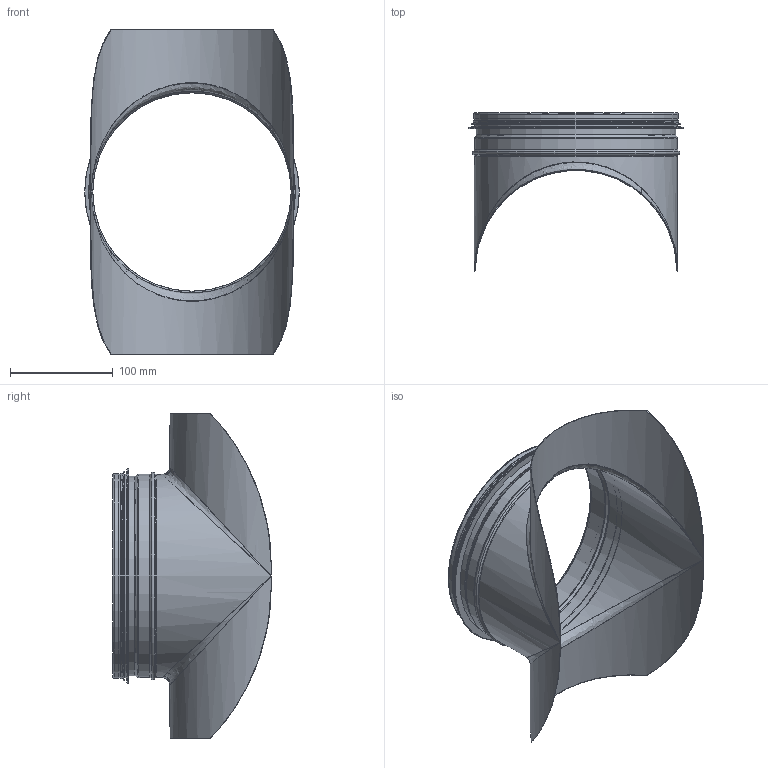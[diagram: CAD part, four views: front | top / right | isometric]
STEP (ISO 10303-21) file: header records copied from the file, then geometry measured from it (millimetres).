
FILE_DESCRIPTION((''),'2;1');
FILE_NAME('HPS_200-200.stp','2014-02-24T07:53:22',(''),(''),'Autodesk Inventor 2013','Autodesk Inventor 2013','');
FILE_SCHEMA(('AUTOMOTIVE_DESIGN { 1 2 10303 214 0 1 1 1 }'));
Length unit declared in the file: millimetre
Products named in the file (3): HPS_200-200; HPSRörämne_200-200; 999006
Assembly tree (2 placements, depth 2):
  HPS_200-200
    HPSRörämne_200-200
    999006
Bounding box: 209.35 x 154.5 x 316 mm (x, y, z)
Volume: 80480 mm3; surface area: 249766.6 mm2
Topology: 2 solids, 2 shells, 61 faces, 132 edges, 74 vertices
Faces by surface type: cylinder 24, torus 15, plane 12, cone 6, bspline 4
Full cylindrical faces by diameter (mm): 193.15 x1, 194.15 x1, 195.35 x1, 196.95 x1, 197.95 x6, 198.95 x1, 204.35 x1, 209.35 x1
Entity records: 2713 total; most frequent: CARTESIAN_POINT 1412, DIRECTION 242, ORIENTED_EDGE 186, AXIS2_PLACEMENT_3D 111, EDGE_LOOP 102, EDGE_CURVE 93, VERTEX_POINT 73, STYLED_ITEM 63
